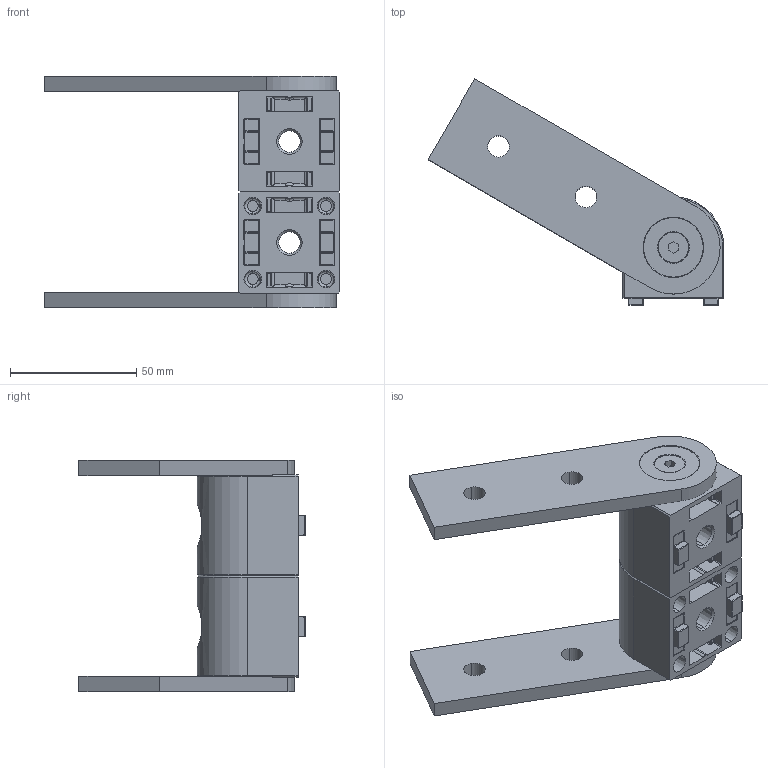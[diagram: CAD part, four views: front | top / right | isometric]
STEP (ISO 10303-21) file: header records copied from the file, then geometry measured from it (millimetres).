
FILE_DESCRIPTION (( 'STEP AP203' ), '1' );
FILE_NAME ('093gv4080.STEP', '2012-05-14T13:58:03', ( '' ), ( '' ), 'SwSTEP 2.0', 'SolidWorks 2012', '' );
FILE_SCHEMA (( 'CONFIG_CONTROL_DESIGN' ));
Length unit declared in the file: millimetre
Products named in the file (1): 093gv4080
Bounding box: 117.15 x 89.57 x 91.5 mm (x, y, z)
Volume: 143457.2 mm3; surface area: 54096.5 mm2
Topology: 14 solids, 14 shells, 928 faces, 2065 edges, 1142 vertices
Faces by surface type: cylinder 396, plane 241, sphere 96, bspline 84, cone 69, torus 42
Entity records: 27294 total; most frequent: CARTESIAN_POINT 7777, DIRECTION 4139, ORIENTED_EDGE 4034, EDGE_CURVE 2017, AXIS2_PLACEMENT_3D 1592, VERTEX_POINT 1142, EDGE_LOOP 981, VECTOR 955
